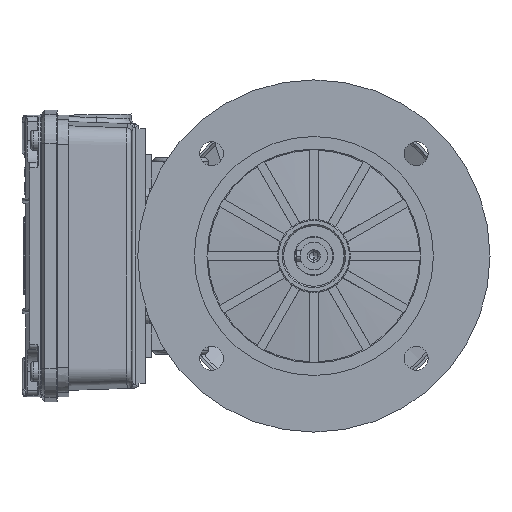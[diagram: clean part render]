
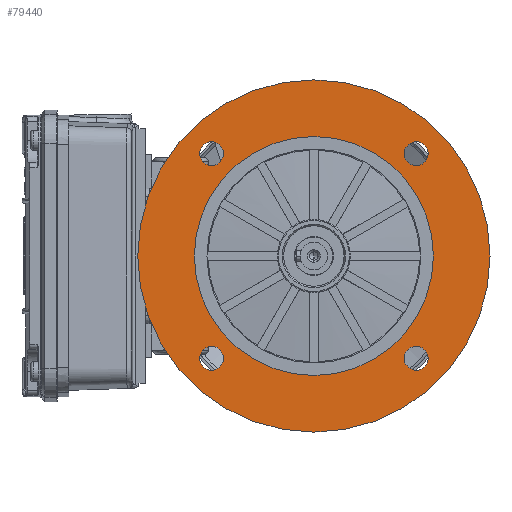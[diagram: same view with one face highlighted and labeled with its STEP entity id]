
A CAD part, left-side view. The second image highlights one B-rep face of the part: STEP entity #79440.
In plain terms, the highlighted planar face has unit normal (-1, 0, 0).
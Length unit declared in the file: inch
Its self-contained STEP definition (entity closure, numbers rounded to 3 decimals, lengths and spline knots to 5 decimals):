
#2786 = DIRECTION ( 'NONE',  ( 1., 0., 0. ) ) ;
#7066 = DIRECTION ( 'NONE',  ( 0., -1., 0. ) ) ;
#7894 = EDGE_LOOP ( 'NONE', ( #131024, #149698 ) ) ;
#8984 = CARTESIAN_POINT ( 'NONE',  ( -3.14961, -2.75591, 0. ) ) ;
#10182 = DIRECTION ( 'NONE',  ( 0., 1., 0. ) ) ;
#11945 = VERTEX_POINT ( 'NONE', #93781 ) ;
#14723 = ORIENTED_EDGE ( 'NONE', *, *, #139351, .T. ) ;
#16788 = AXIS2_PLACEMENT_3D ( 'NONE', #51541, #39555, #90981 ) ;
#17743 = AXIS2_PLACEMENT_3D ( 'NONE', #21565, #124461, #138996 ) ;
#18934 = AXIS2_PLACEMENT_3D ( 'NONE', #87974, #115383, #90512 ) ;
#19884 = EDGE_CURVE ( 'NONE', #93607, #162816, #74540, .T. ) ;
#20585 = DIRECTION ( 'NONE',  ( 1., 0., 0. ) ) ;
#20946 = FACE_BOUND ( 'NONE', #28536, .T. ) ;
#21565 = CARTESIAN_POINT ( 'NONE',  ( -3.14961, 1.60073, 1.60073 ) ) ;
#22552 = AXIS2_PLACEMENT_3D ( 'NONE', #83401, #72215, #7066 ) ;
#23483 = CARTESIAN_POINT ( 'NONE',  ( -3.14961, 0., 2.75591 ) ) ;
#25497 = EDGE_CURVE ( 'NONE', #169476, #43216, #104169, .T. ) ;
#27430 = CARTESIAN_POINT ( 'NONE',  ( -3.14961, 1.41373, -1.60073 ) ) ;
#27763 = EDGE_LOOP ( 'NONE', ( #86148, #84136 ) ) ;
#28536 = EDGE_LOOP ( 'NONE', ( #155262, #34541 ) ) ;
#29469 = CIRCLE ( 'NONE', #73263, 0.18701 ) ;
#30227 = CARTESIAN_POINT ( 'NONE',  ( -3.14961, -1.60073, 1.60073 ) ) ;
#31161 = CIRCLE ( 'NONE', #143367, 0.18701 ) ;
#33822 = FACE_BOUND ( 'NONE', #80965, .T. ) ;
#34541 = ORIENTED_EDGE ( 'NONE', *, *, #84198, .T. ) ;
#34667 = PLANE ( 'NONE',  #107809 ) ;
#38158 = EDGE_CURVE ( 'NONE', #152454, #41711, #123510, .T. ) ;
#39555 = DIRECTION ( 'NONE',  ( -1., 0., 0. ) ) ;
#39866 = VERTEX_POINT ( 'NONE', #153861 ) ;
#41711 = VERTEX_POINT ( 'NONE', #104093 ) ;
#43216 = VERTEX_POINT ( 'NONE', #90714 ) ;
#47856 = CARTESIAN_POINT ( 'NONE',  ( -3.14961, -1.60073, 1.60073 ) ) ;
#50085 = ORIENTED_EDGE ( 'NONE', *, *, #62823, .T. ) ;
#51541 = CARTESIAN_POINT ( 'NONE',  ( -3.14961, 0., 0. ) ) ;
#54893 = ORIENTED_EDGE ( 'NONE', *, *, #137680, .T. ) ;
#55338 = CIRCLE ( 'NONE', #145780, 0.18701 ) ;
#58110 = DIRECTION ( 'NONE',  ( 0., -1., 0. ) ) ;
#62044 = FACE_BOUND ( 'NONE', #140000, .T. ) ;
#62823 = EDGE_CURVE ( 'NONE', #39866, #83565, #72423, .T. ) ;
#68511 = AXIS2_PLACEMENT_3D ( 'NONE', #154986, #153246, #166148 ) ;
#72215 = DIRECTION ( 'NONE',  ( 1., 0., 0. ) ) ;
#72389 = FACE_BOUND ( 'NONE', #159144, .T. ) ;
#72423 = CIRCLE ( 'NONE', #160146, 0.18701 ) ;
#72884 = DIRECTION ( 'NONE',  ( 0., -1., 0. ) ) ;
#73091 = VERTEX_POINT ( 'NONE', #107918 ) ;
#73263 = AXIS2_PLACEMENT_3D ( 'NONE', #30227, #134793, #96216 ) ;
#74540 = CIRCLE ( 'NONE', #22552, 0.18701 ) ;
#75335 = CARTESIAN_POINT ( 'NONE',  ( -3.14961, 0., 0. ) ) ;
#77370 = ORIENTED_EDGE ( 'NONE', *, *, #89879, .T. ) ;
#78101 = CIRCLE ( 'NONE', #160299, 0.18701 ) ;
#79440 = ADVANCED_FACE ( 'NONE', ( #62044, #99804, #33822, #20946, #128048, #72389 ), #34667, .T. ) ;
#80965 = EDGE_LOOP ( 'NONE', ( #50085, #54893 ) ) ;
#82454 = AXIS2_PLACEMENT_3D ( 'NONE', #75335, #166316, #10182 ) ;
#83401 = CARTESIAN_POINT ( 'NONE',  ( -3.14961, -1.60073, -1.60073 ) ) ;
#83565 = VERTEX_POINT ( 'NONE', #27430 ) ;
#84136 = ORIENTED_EDGE ( 'NONE', *, *, #19884, .T. ) ;
#84198 = EDGE_CURVE ( 'NONE', #11945, #73091, #122437, .T. ) ;
#86148 = ORIENTED_EDGE ( 'NONE', *, *, #126833, .T. ) ;
#87974 = CARTESIAN_POINT ( 'NONE',  ( -3.14961, 0., 0. ) ) ;
#88931 = DIRECTION ( 'NONE',  ( 1., 0., 0. ) ) ;
#89879 = EDGE_CURVE ( 'NONE', #159104, #127324, #29469, .T. ) ;
#90512 = DIRECTION ( 'NONE',  ( 0., 1., 0. ) ) ;
#90714 = CARTESIAN_POINT ( 'NONE',  ( -3.14961, -1.87008, 0. ) ) ;
#90981 = DIRECTION ( 'NONE',  ( 0., 1., 0. ) ) ;
#93579 = DIRECTION ( 'NONE',  ( 0., -1., 0. ) ) ;
#93607 = VERTEX_POINT ( 'NONE', #133668 ) ;
#93781 = CARTESIAN_POINT ( 'NONE',  ( -3.14961, 1.41373, 1.60073 ) ) ;
#96129 = CARTESIAN_POINT ( 'NONE',  ( -3.14961, -1.60073, -1.60073 ) ) ;
#96216 = DIRECTION ( 'NONE',  ( 0., -1., 0. ) ) ;
#96531 = ORIENTED_EDGE ( 'NONE', *, *, #163298, .T. ) ;
#99804 = FACE_BOUND ( 'NONE', #27763, .T. ) ;
#101268 = CARTESIAN_POINT ( 'NONE',  ( -3.14961, -1.41373, 1.60073 ) ) ;
#102716 = CIRCLE ( 'NONE', #17743, 0.18701 ) ;
#104093 = CARTESIAN_POINT ( 'NONE',  ( -3.14961, 2.75591, 0. ) ) ;
#104169 = CIRCLE ( 'NONE', #68511, 1.87008 ) ;
#104992 = CARTESIAN_POINT ( 'NONE',  ( -3.14961, -1.78774, 1.60073 ) ) ;
#106422 = CIRCLE ( 'NONE', #18934, 2.75591 ) ;
#107809 = AXIS2_PLACEMENT_3D ( 'NONE', #23483, #164198, #114332 ) ;
#107918 = CARTESIAN_POINT ( 'NONE',  ( -3.14961, 1.78774, 1.60073 ) ) ;
#109841 = CIRCLE ( 'NONE', #82454, 1.87008 ) ;
#112001 = CARTESIAN_POINT ( 'NONE',  ( -3.14961, -1.41373, -1.60073 ) ) ;
#114332 = DIRECTION ( 'NONE',  ( 0., 1., 0. ) ) ;
#115383 = DIRECTION ( 'NONE',  ( -1., 0., 0. ) ) ;
#116950 = AXIS2_PLACEMENT_3D ( 'NONE', #121058, #2786, #121892 ) ;
#119291 = DIRECTION ( 'NONE',  ( 1., 0., 0. ) ) ;
#119778 = CARTESIAN_POINT ( 'NONE',  ( -3.14961, 1.87008, 0. ) ) ;
#120705 = CARTESIAN_POINT ( 'NONE',  ( -3.14961, 1.60073, -1.60073 ) ) ;
#121058 = CARTESIAN_POINT ( 'NONE',  ( -3.14961, 1.60073, 1.60073 ) ) ;
#121892 = DIRECTION ( 'NONE',  ( 0., -1., 0. ) ) ;
#122437 = CIRCLE ( 'NONE', #116950, 0.18701 ) ;
#123252 = DIRECTION ( 'NONE',  ( 1., 0., 0. ) ) ;
#123510 = CIRCLE ( 'NONE', #16788, 2.75591 ) ;
#124461 = DIRECTION ( 'NONE',  ( 1., 0., 0. ) ) ;
#126833 = EDGE_CURVE ( 'NONE', #162816, #93607, #78101, .T. ) ;
#127324 = VERTEX_POINT ( 'NONE', #104992 ) ;
#128048 = FACE_OUTER_BOUND ( 'NONE', #7894, .T. ) ;
#130062 = DIRECTION ( 'NONE',  ( 0., -1., 0. ) ) ;
#131024 = ORIENTED_EDGE ( 'NONE', *, *, #38158, .T. ) ;
#133668 = CARTESIAN_POINT ( 'NONE',  ( -3.14961, -1.78774, -1.60073 ) ) ;
#134793 = DIRECTION ( 'NONE',  ( 1., 0., 0. ) ) ;
#137680 = EDGE_CURVE ( 'NONE', #83565, #39866, #55338, .T. ) ;
#138033 = CARTESIAN_POINT ( 'NONE',  ( -3.14961, 1.60073, -1.60073 ) ) ;
#138996 = DIRECTION ( 'NONE',  ( 0., -1., 0. ) ) ;
#139351 = EDGE_CURVE ( 'NONE', #127324, #159104, #31161, .T. ) ;
#140000 = EDGE_LOOP ( 'NONE', ( #77370, #14723 ) ) ;
#143367 = AXIS2_PLACEMENT_3D ( 'NONE', #47856, #88931, #130062 ) ;
#143467 = EDGE_CURVE ( 'NONE', #73091, #11945, #102716, .T. ) ;
#145780 = AXIS2_PLACEMENT_3D ( 'NONE', #138033, #20585, #72884 ) ;
#149698 = ORIENTED_EDGE ( 'NONE', *, *, #160001, .T. ) ;
#152454 = VERTEX_POINT ( 'NONE', #8984 ) ;
#153246 = DIRECTION ( 'NONE',  ( 1., 0., 0. ) ) ;
#153861 = CARTESIAN_POINT ( 'NONE',  ( -3.14961, 1.78774, -1.60073 ) ) ;
#154986 = CARTESIAN_POINT ( 'NONE',  ( -3.14961, 0., 0. ) ) ;
#155262 = ORIENTED_EDGE ( 'NONE', *, *, #143467, .T. ) ;
#158405 = ORIENTED_EDGE ( 'NONE', *, *, #25497, .T. ) ;
#159104 = VERTEX_POINT ( 'NONE', #101268 ) ;
#159144 = EDGE_LOOP ( 'NONE', ( #96531, #158405 ) ) ;
#160001 = EDGE_CURVE ( 'NONE', #41711, #152454, #106422, .T. ) ;
#160146 = AXIS2_PLACEMENT_3D ( 'NONE', #120705, #123252, #58110 ) ;
#160299 = AXIS2_PLACEMENT_3D ( 'NONE', #96129, #119291, #93579 ) ;
#162816 = VERTEX_POINT ( 'NONE', #112001 ) ;
#163298 = EDGE_CURVE ( 'NONE', #43216, #169476, #109841, .T. ) ;
#164198 = DIRECTION ( 'NONE',  ( -1., 0., 0. ) ) ;
#166148 = DIRECTION ( 'NONE',  ( 0., 1., 0. ) ) ;
#166316 = DIRECTION ( 'NONE',  ( 1., 0., 0. ) ) ;
#169476 = VERTEX_POINT ( 'NONE', #119778 ) ;
